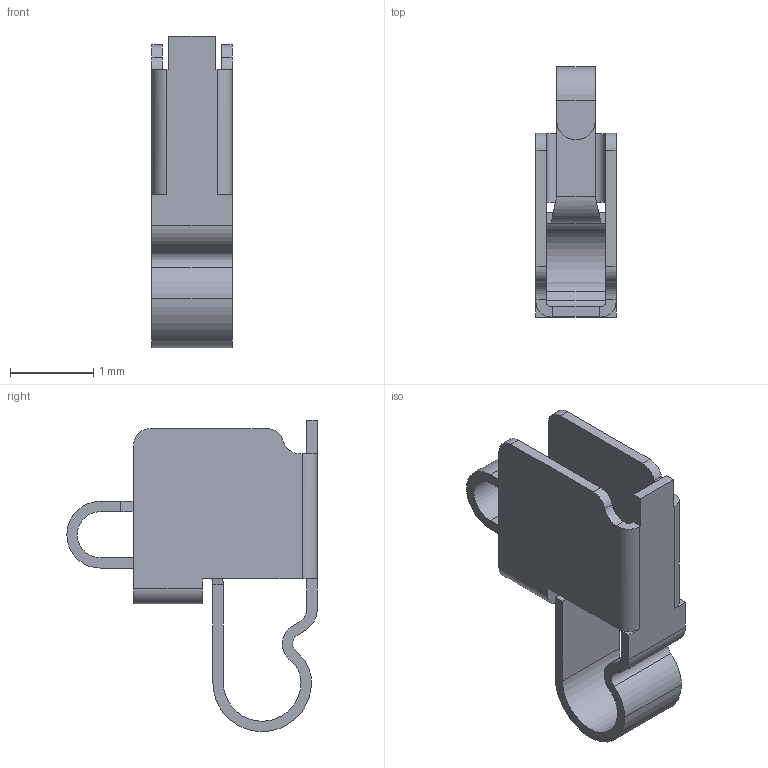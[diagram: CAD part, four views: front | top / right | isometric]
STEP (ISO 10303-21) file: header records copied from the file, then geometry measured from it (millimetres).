
FILE_DESCRIPTION (( 'STEP AP203' ), '1' );
FILE_NAME ('0180-004-DM-0088.STEP', '2017-12-08T08:13:49', ( '' ), ( '' ), 'SwSTEP 2.0', 'SolidWorks 2016', '' );
FILE_SCHEMA (( 'CONFIG_CONTROL_DESIGN' ));
Length unit declared in the file: millimetre
Products named in the file (1): 0180-004-DM-0088
Bounding box: 0.96 x 3 x 3.73 mm (x, y, z)
Volume: 1.9 mm3; surface area: 34.2 mm2
Topology: 1 solids, 1 shells, 71 faces, 197 edges, 128 vertices
Faces by surface type: plane 43, cylinder 28
Entity records: 2342 total; most frequent: CARTESIAN_POINT 409, ORIENTED_EDGE 394, DIRECTION 391, EDGE_CURVE 197, LINE 139, VECTOR 139, VERTEX_POINT 128, AXIS2_PLACEMENT_3D 126
